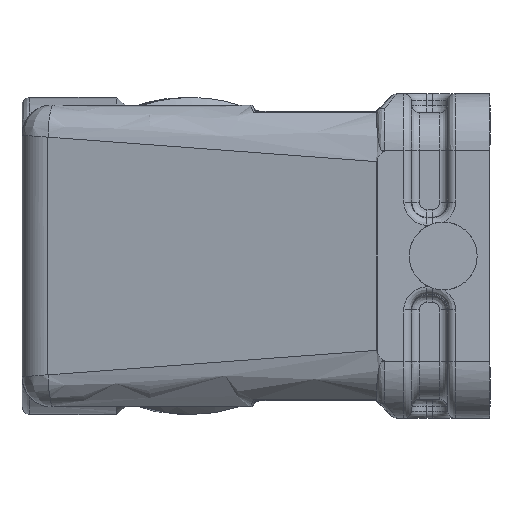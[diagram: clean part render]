
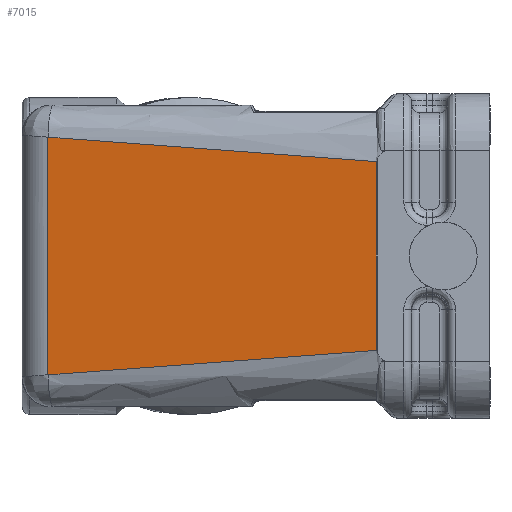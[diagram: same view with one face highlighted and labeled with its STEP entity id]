
A CAD part, left-side view. The second image highlights one B-rep face of the part: STEP entity #7015.
In plain terms, the highlighted planar face has unit normal (-0.99, 0.139, 0).
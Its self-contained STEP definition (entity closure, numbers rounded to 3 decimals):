
#4984=PLANE('',#15958);
#5649=LINE('',#22573,#6422);
#5650=LINE('',#22575,#6423);
#5651=LINE('',#22577,#6424);
#5652=LINE('',#22579,#6425);
#6422=VECTOR('',#17810,1.);
#6423=VECTOR('',#17811,1.);
#6424=VECTOR('',#17812,1.);
#6425=VECTOR('',#17813,1.);
#7015=ADVANCED_FACE('',(#7845),#4984,.T.);
#7845=FACE_OUTER_BOUND('',#8501,.T.);
#8501=EDGE_LOOP('',(#10955,#10956,#10957,#10958));
#10955=ORIENTED_EDGE('',*,*,#14482,.T.);
#10956=ORIENTED_EDGE('',*,*,#14483,.T.);
#10957=ORIENTED_EDGE('',*,*,#14484,.T.);
#10958=ORIENTED_EDGE('',*,*,#14485,.T.);
#13231=VERTEX_POINT('',#22428);
#13233=VERTEX_POINT('',#22574);
#13234=VERTEX_POINT('',#22576);
#13235=VERTEX_POINT('',#22578);
#14482=EDGE_CURVE('',#13233,#13231,#5649,.T.);
#14483=EDGE_CURVE('',#13231,#13234,#5650,.T.);
#14484=EDGE_CURVE('',#13234,#13235,#5651,.T.);
#14485=EDGE_CURVE('',#13235,#13233,#5652,.T.);
#15958=AXIS2_PLACEMENT_3D('',#22580,#17814,#17815);
#17810=DIRECTION('',(0.,0.,-1.));
#17811=DIRECTION('',(-0.139,-0.988,0.074));
#17812=DIRECTION('',(0.,0.,1.));
#17813=DIRECTION('',(0.139,0.988,0.074));
#17814=DIRECTION('',(-0.99,0.139,0.));
#17815=DIRECTION('',(-0.139,-0.99,0.));
#22428=CARTESIAN_POINT('',(-29.408,-12.341,-15.744));
#22573=CARTESIAN_POINT('',(-29.408,-12.341,15.744));
#22574=CARTESIAN_POINT('',(-29.408,-12.341,15.744));
#22575=CARTESIAN_POINT('',(-29.408,-12.341,-15.744));
#22576=CARTESIAN_POINT('',(-35.519,-55.829,-12.505));
#22577=CARTESIAN_POINT('',(-35.519,-55.829,-12.505));
#22578=CARTESIAN_POINT('',(-35.519,-55.829,12.505));
#22579=CARTESIAN_POINT('',(-35.519,-55.829,12.505));
#22580=CARTESIAN_POINT('',(-28.58,-6.449,-16.744));
